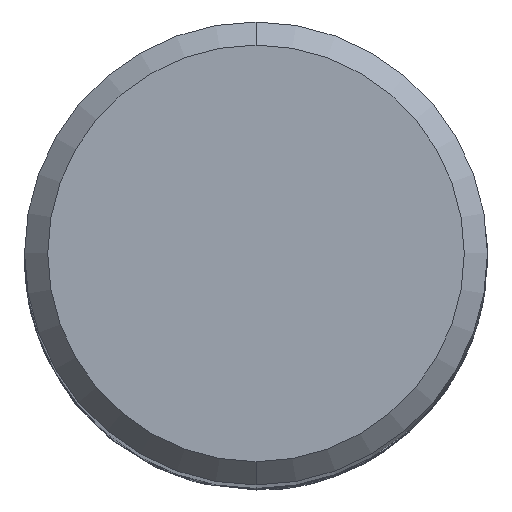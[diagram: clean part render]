
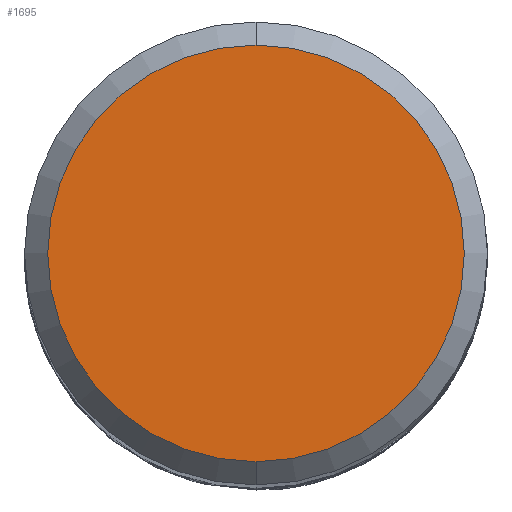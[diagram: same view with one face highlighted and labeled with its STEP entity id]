
A CAD part, top view. The second image highlights one B-rep face of the part: STEP entity #1695.
In plain terms, the highlighted planar face has unit normal (0, 0, 1).
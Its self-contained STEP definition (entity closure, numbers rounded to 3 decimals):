
#1001=EDGE_CURVE('',#1151,#1375,#2184,.T.);
#1067=EDGE_CURVE('',#1375,#1151,#2258,.T.);
#1151=VERTEX_POINT('',#2351);
#1375=VERTEX_POINT('',#2597);
#1695=ADVANCED_FACE('',(#2945),#2946,.T.);
#2184=CIRCLE('',#7958,4.5);
#2258=CIRCLE('',#8889,4.5);
#2351=CARTESIAN_POINT('',(0.0,4.5,0.0));
#2597=CARTESIAN_POINT('',(0.,-4.5,0.0));
#2945=FACE_OUTER_BOUND('',#16516,.T.);
#2946=PLANE('',#16517);
#7958=AXIS2_PLACEMENT_3D('',#17069,#17070,#17071);
#8889=AXIS2_PLACEMENT_3D('',#17155,#17156,#17157);
#16516=EDGE_LOOP('',(#17863,#17864));
#16517=AXIS2_PLACEMENT_3D('',#17865,#17866,#17867);
#17069=CARTESIAN_POINT('',(0.0,0.0,0.0));
#17070=DIRECTION('',(0.0,0.0,-1.0));
#17071=DIRECTION('',(0.0,1.0,0.0));
#17155=CARTESIAN_POINT('',(0.0,0.0,0.0));
#17156=DIRECTION('',(0.0,0.0,-1.0));
#17157=DIRECTION('',(0.0,1.0,0.0));
#17863=ORIENTED_EDGE('',*,*,#1001,.F.);
#17864=ORIENTED_EDGE('',*,*,#1067,.F.);
#17865=CARTESIAN_POINT('',(0.0,2.25,0.0));
#17866=DIRECTION('',(-0.0,0.0,1.0));
#17867=DIRECTION('',(0.0,-1.0,0.0));
